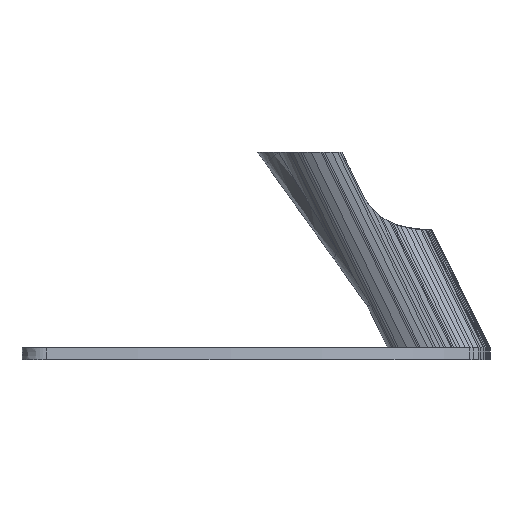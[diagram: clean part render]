
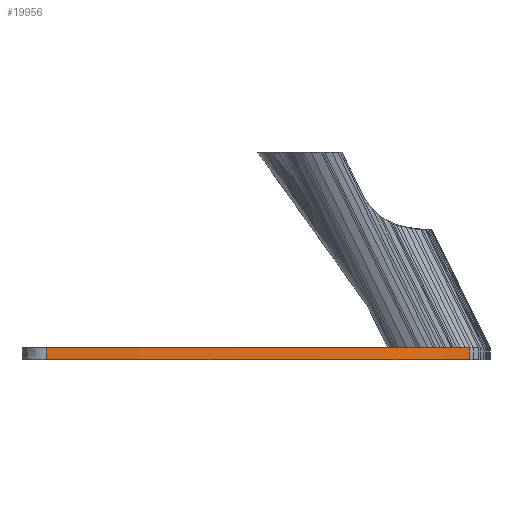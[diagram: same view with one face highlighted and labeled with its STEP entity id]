
A CAD part, left-side view. The second image highlights one B-rep face of the part: STEP entity #19956.
In plain terms, the highlighted free-form (B-spline) face has degree [3, 1] with [4, 2] control points.
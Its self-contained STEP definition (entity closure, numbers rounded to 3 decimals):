
#22=B_SPLINE_SURFACE_WITH_KNOTS('',3,1,((#29958,#29959),(#29960,#29961),
(#29962,#29963),(#29964,#29965)),.UNSPECIFIED.,.F.,.F.,.F.,(4,4),(2,2),
(0.,1.),(0.,0.5),.UNSPECIFIED.);
#1488=FACE_OUTER_BOUND('',#2956,.T.);
#2956=EDGE_LOOP('',(#13987,#13988,#13989,#13990));
#4301=B_SPLINE_CURVE_WITH_KNOTS('',3,(#28938,#28939,#28940,#28941),
 .UNSPECIFIED.,.F.,.F.,(4,4),(0.,0.5),.UNSPECIFIED.);
#4308=B_SPLINE_CURVE_WITH_KNOTS('',3,(#28991,#28992,#28993,#28994),
 .UNSPECIFIED.,.F.,.F.,(4,4),(0.,0.95),.UNSPECIFIED.);
#4430=B_SPLINE_CURVE_WITH_KNOTS('',3,(#29967,#29968,#29969,#29970),
 .UNSPECIFIED.,.F.,.F.,(4,4),(0.,0.95),.UNSPECIFIED.);
#4852=LINE('',#29971,#7294);
#7294=VECTOR('',#23507,5.);
#9575=VERTEX_POINT('',#28929);
#9576=VERTEX_POINT('',#28937);
#9582=VERTEX_POINT('',#28990);
#9794=VERTEX_POINT('',#29966);
#10787=EDGE_CURVE('',#9575,#9576,#4301,.T.);
#10795=EDGE_CURVE('',#9582,#9576,#4308,.T.);
#11085=EDGE_CURVE('',#9794,#9575,#4430,.T.);
#11086=EDGE_CURVE('',#9582,#9794,#4852,.T.);
#13987=ORIENTED_EDGE('',*,*,#10787,.F.);
#13988=ORIENTED_EDGE('',*,*,#11085,.F.);
#13989=ORIENTED_EDGE('',*,*,#11086,.F.);
#13990=ORIENTED_EDGE('',*,*,#10795,.T.);
#19956=ADVANCED_FACE('',(#1488),#22,.T.);
#23507=DIRECTION('',(0.,0.,-1.));
#28929=CARTESIAN_POINT('',(-79.869,72.652,-192.841));
#28937=CARTESIAN_POINT('',(-79.869,72.652,-187.841));
#28938=CARTESIAN_POINT('Ctrl Pts',(-79.869,72.652,-192.841));
#28939=CARTESIAN_POINT('Ctrl Pts',(-79.869,72.652,-191.174));
#28940=CARTESIAN_POINT('Ctrl Pts',(-79.869,72.652,-189.507));
#28941=CARTESIAN_POINT('Ctrl Pts',(-79.869,72.652,-187.841));
#28990=CARTESIAN_POINT('',(-26.452,-107.323,-187.841));
#28991=CARTESIAN_POINT('Ctrl Pts',(-26.452,-107.323,
-187.841));
#28992=CARTESIAN_POINT('Ctrl Pts',(-60.81,-75.279,
-187.841));
#28993=CARTESIAN_POINT('Ctrl Pts',(-78.21,6.975,-187.841));
#28994=CARTESIAN_POINT('Ctrl Pts',(-79.869,72.652,-187.841));
#29958=CARTESIAN_POINT('Ctrl Pts',(-26.452,-107.323,
-187.841));
#29959=CARTESIAN_POINT('Ctrl Pts',(-26.452,-107.323,
-192.841));
#29960=CARTESIAN_POINT('Ctrl Pts',(-62.624,-73.587,
-187.841));
#29961=CARTESIAN_POINT('Ctrl Pts',(-62.624,-73.587,
-192.841));
#29962=CARTESIAN_POINT('Ctrl Pts',(-80.,15.8,-187.841));
#29963=CARTESIAN_POINT('Ctrl Pts',(-80.,15.8,-192.841));
#29964=CARTESIAN_POINT('Ctrl Pts',(-80.,82.906,-187.841));
#29965=CARTESIAN_POINT('Ctrl Pts',(-80.,82.906,-192.841));
#29966=CARTESIAN_POINT('',(-26.452,-107.323,-192.841));
#29967=CARTESIAN_POINT('Ctrl Pts',(-26.452,-107.323,
-192.841));
#29968=CARTESIAN_POINT('Ctrl Pts',(-60.81,-75.279,
-192.841));
#29969=CARTESIAN_POINT('Ctrl Pts',(-78.21,6.975,-192.841));
#29970=CARTESIAN_POINT('Ctrl Pts',(-79.869,72.652,-192.841));
#29971=CARTESIAN_POINT('',(-26.452,-107.323,-187.841));
